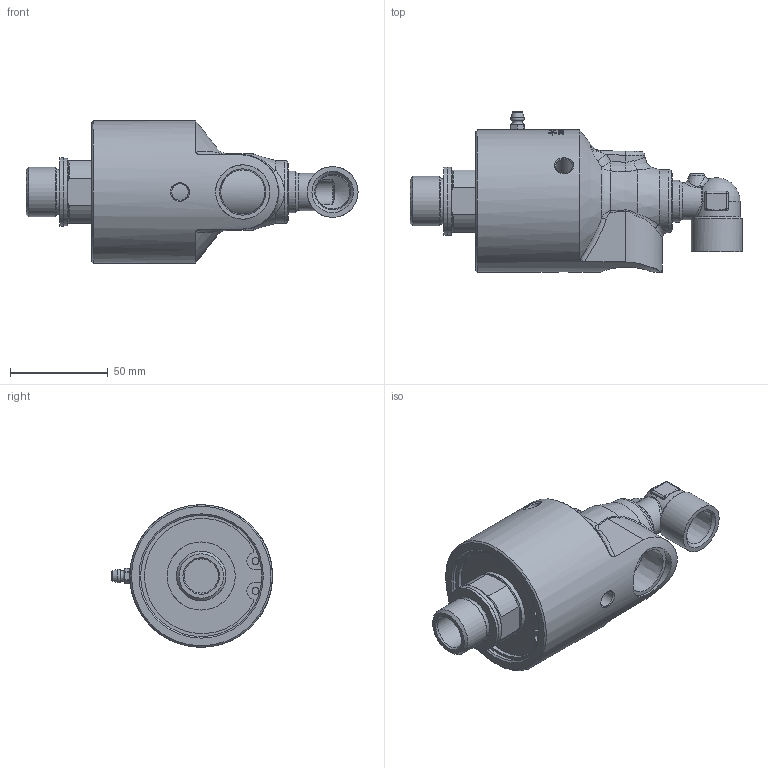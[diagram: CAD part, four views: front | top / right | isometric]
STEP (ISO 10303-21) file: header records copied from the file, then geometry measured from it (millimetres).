
FILE_DESCRIPTION(/* description */ (''),/* implementation_level */ '2;1');
FILE_NAME(/* name */ '257-000-003075-IC.stp',/* time_stamp */ '2020-05-17T12:45:30-05:00',/* author */ ('Moorera'),/* organization */ (''),/* preprocessor_version */ 'ST-DEVELOPER v18.1',/* originating_system */ 'Autodesk Inventor 2020',/* authorisation */ '');
FILE_SCHEMA (('AUTOMOTIVE_DESIGN { 1 0 10303 214 3 1 1 }'));
Products named in the file (1): 257-000-003075-IC
Bounding box: 170.02 x 82.41 x 73 mm (x, y, z)
Volume: 324742.3 mm3; surface area: 42886.6 mm2
Topology: 3 solids, 3 shells, 568 faces, 1509 edges, 988 vertices
Faces by surface type: bspline 253, plane 140, cylinder 97, cone 55, torus 12, sphere 11
Full cylindrical faces by diameter (mm): 2.005 x1, 3.5 x3, 5.359 x1, 8.6 x3, 12.7 x1, 17.475 x1, 17.5 x1, 19 x1, 22.631 x1, 25.356 x1, 25.4 x1, 26 x1, 27.8 x1, 34.8 x2, 34.9 x1, 62.05 x1, 73 x1
Entity records: 73734 total; most frequent: CARTESIAN_POINT 60709, ORIENTED_EDGE 3000, DIRECTION 2090, EDGE_CURVE 1500, VERTEX_POINT 988, AXIS2_PLACEMENT_3D 811, EDGE_LOOP 622, FACE_OUTER_BOUND 568
